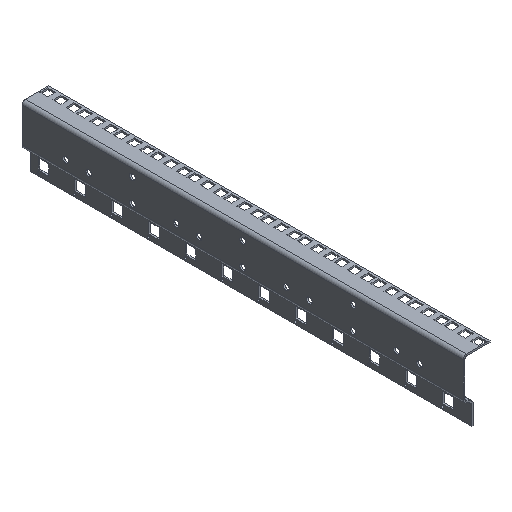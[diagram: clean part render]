
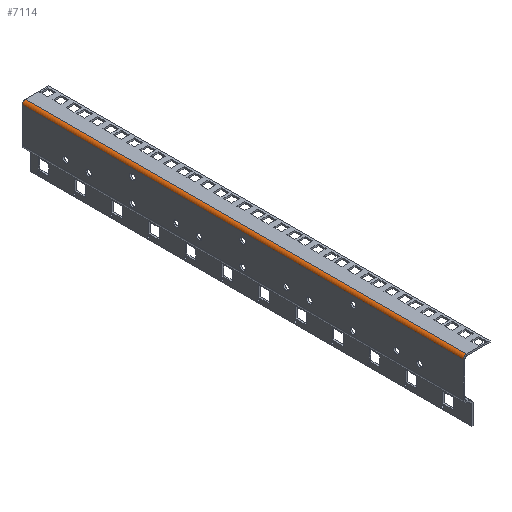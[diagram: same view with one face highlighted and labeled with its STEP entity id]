
A CAD part, isometric view. The second image highlights one B-rep face of the part: STEP entity #7114.
In plain terms, the highlighted cylindrical face has radius 4 mm (diameter 8 mm), a partial arc.
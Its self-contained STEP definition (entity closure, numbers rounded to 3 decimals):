
#459 = CYLINDRICAL_SURFACE ( 'NONE', #2947, 4. ) ;
#757 = CARTESIAN_POINT ( 'NONE',  ( -28.38, 266.7, 27.915 ) ) ;
#1240 = CIRCLE ( 'NONE', #4140, 4. ) ;
#1436 = CARTESIAN_POINT ( 'NONE',  ( -24.38, 266.7, 27.915 ) ) ;
#1472 = CARTESIAN_POINT ( 'NONE',  ( -28.38, 266.7, 27.915 ) ) ;
#1529 = EDGE_CURVE ( 'NONE', #7229, #2775, #1240, .T. ) ;
#2045 = DIRECTION ( 'NONE',  ( 0., -1., 0. ) ) ;
#2244 = EDGE_CURVE ( 'NONE', #7229, #3193, #7786, .T. ) ;
#2332 = FACE_OUTER_BOUND ( 'NONE', #4741, .T. ) ;
#2444 = CIRCLE ( 'NONE', #4810, 4. ) ;
#2461 = EDGE_CURVE ( 'NONE', #3193, #5059, #2444, .T. ) ;
#2489 = LINE ( 'NONE', #757, #5860 ) ;
#2533 = VECTOR ( 'NONE', #5879, 1000. ) ;
#2775 = VERTEX_POINT ( 'NONE', #1472 ) ;
#2947 = AXIS2_PLACEMENT_3D ( 'NONE', #1436, #2045, #7742 ) ;
#3077 = ORIENTED_EDGE ( 'NONE', *, *, #4564, .T. ) ;
#3193 = VERTEX_POINT ( 'NONE', #5225 ) ;
#3549 = ORIENTED_EDGE ( 'NONE', *, *, #2244, .F. ) ;
#3570 = CARTESIAN_POINT ( 'NONE',  ( -24.38, 266.7, 27.915 ) ) ;
#3576 = DIRECTION ( 'NONE',  ( 0., -1., 0. ) ) ;
#4140 = AXIS2_PLACEMENT_3D ( 'NONE', #3570, #7994, #4203 ) ;
#4203 = DIRECTION ( 'NONE',  ( 0., 0., 1. ) ) ;
#4531 = ORIENTED_EDGE ( 'NONE', *, *, #1529, .T. ) ;
#4564 = EDGE_CURVE ( 'NONE', #2775, #5059, #2489, .T. ) ;
#4741 = EDGE_LOOP ( 'NONE', ( #7809, #3549, #4531, #3077 ) ) ;
#4810 = AXIS2_PLACEMENT_3D ( 'NONE', #7377, #3576, #8003 ) ;
#5059 = VERTEX_POINT ( 'NONE', #7755 ) ;
#5176 = DIRECTION ( 'NONE',  ( 0., -1., 0. ) ) ;
#5225 = CARTESIAN_POINT ( 'NONE',  ( -24.38, -266.7, 31.915 ) ) ;
#5860 = VECTOR ( 'NONE', #5176, 1000. ) ;
#5879 = DIRECTION ( 'NONE',  ( 0., -1., 0. ) ) ;
#7114 = ADVANCED_FACE ( 'NONE', ( #2332 ), #459, .T. ) ;
#7135 = CARTESIAN_POINT ( 'NONE',  ( -24.38, 266.7, 31.915 ) ) ;
#7229 = VERTEX_POINT ( 'NONE', #7851 ) ;
#7377 = CARTESIAN_POINT ( 'NONE',  ( -24.38, -266.7, 27.915 ) ) ;
#7742 = DIRECTION ( 'NONE',  ( 0., 0., -1. ) ) ;
#7755 = CARTESIAN_POINT ( 'NONE',  ( -28.38, -266.7, 27.915 ) ) ;
#7786 = LINE ( 'NONE', #7135, #2533 ) ;
#7809 = ORIENTED_EDGE ( 'NONE', *, *, #2461, .F. ) ;
#7851 = CARTESIAN_POINT ( 'NONE',  ( -24.38, 266.7, 31.915 ) ) ;
#7994 = DIRECTION ( 'NONE',  ( 0., -1., 0. ) ) ;
#8003 = DIRECTION ( 'NONE',  ( 0., 0., 1. ) ) ;
